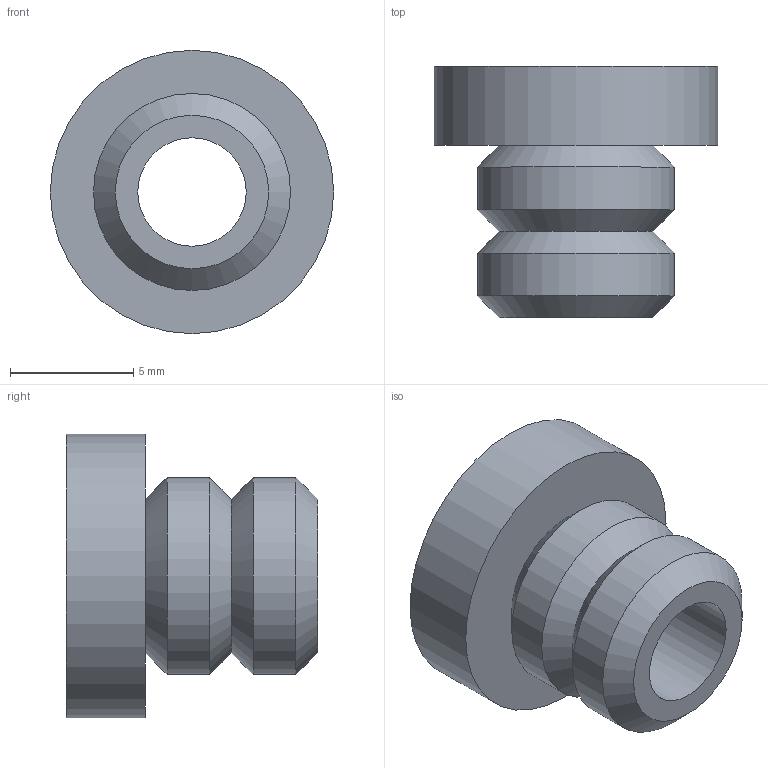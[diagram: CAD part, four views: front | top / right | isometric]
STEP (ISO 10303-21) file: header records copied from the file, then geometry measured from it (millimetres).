
FILE_DESCRIPTION(/* description */ (''),/* implementation_level */ '2;1');
FILE_NAME(/* name */ 'M4-608 Flanged Spacer v1.step',/* time_stamp */ '2022-05-20T11:08:44-04:00',/* author */ (''),/* organization */ (''),/* preprocessor_version */ 'ST-DEVELOPER v18.1',/* originating_system */ 'Autodesk Translation Framework v10.14.0.1471',/* authorisation */ '');
FILE_SCHEMA (('AUTOMOTIVE_DESIGN { 1 0 10303 214 3 1 1 }'));
Length unit declared in the file: millimetre
Products named in the file (1): M4-608 Flanged Spacer
Bounding box: 11.5 x 10.2 x 11.5 mm (x, y, z)
Volume: 492.4 mm3; surface area: 632.8 mm2
Topology: 1 solids, 1 shells, 11 faces, 23 edges, 15 vertices
Faces by surface type: cylinder 4, cone 4, plane 3
Full cylindrical faces by diameter (mm): 4.4 x1, 8 x2, 11.5 x1
Entity records: 341 total; most frequent: DIRECTION 62, CARTESIAN_POINT 50, ORIENTED_EDGE 46, AXIS2_PLACEMENT_3D 27, EDGE_CURVE 23, CIRCLE 15, VERTEX_POINT 15, EDGE_LOOP 14
